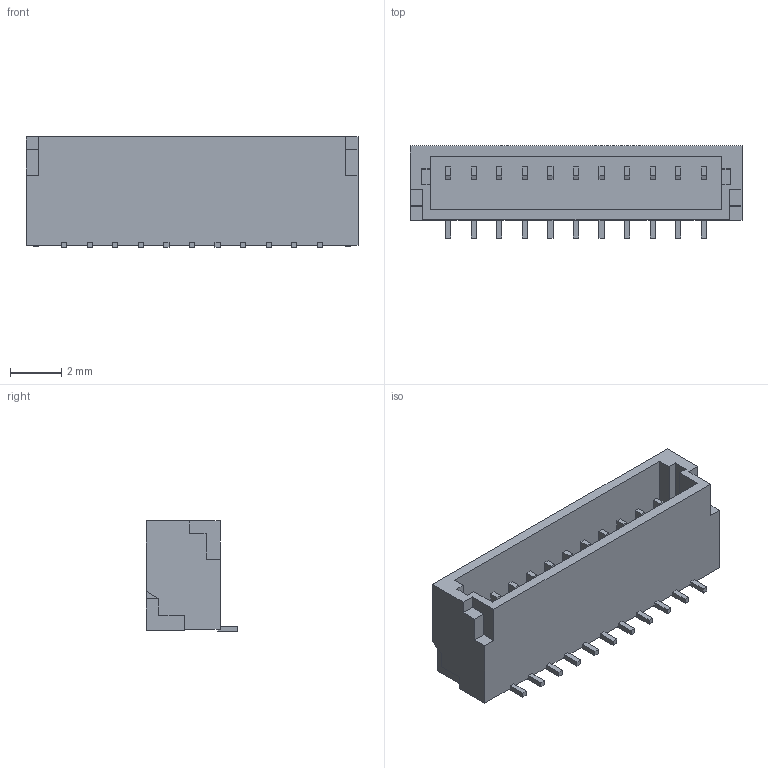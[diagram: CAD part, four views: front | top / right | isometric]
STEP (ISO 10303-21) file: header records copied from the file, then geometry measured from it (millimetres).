
FILE_DESCRIPTION(('FreeCAD Model'),'2;1');
FILE_NAME('BM11B-SRSS.step','2017-09-12T10:25:52',( 'kicad StepUp'),('ksu MCAD'),'Open CASCADE STEP processor 6.8', 'FreeCAD','Unknown');
FILE_SCHEMA(('AUTOMOTIVE_DESIGN_CC2 { 1 2 10303 214 -1 1 5 4 }'));
Length unit declared in the file: millimetre
Products named in the file (2): ASSEMBLY; BM11B-SRSS
Assembly tree (1 placements, depth 2):
  ASSEMBLY
    BM11B-SRSS
Bounding box: 13 x 3.6 x 4.32 mm (x, y, z)
Volume: 87.4 mm3; surface area: 325.5 mm2
Topology: 1 solids, 1 shells, 170 faces, 464 edges, 308 vertices
Faces by surface type: plane 170
Entity records: 6477 total; most frequent: CARTESIAN_POINT 944, ORIENTED_EDGE 928, DIRECTION 808, EDGE_CURVE 464, LINE 464, VECTOR 464, VERTEX_POINT 308, FACE_BOUND 182
